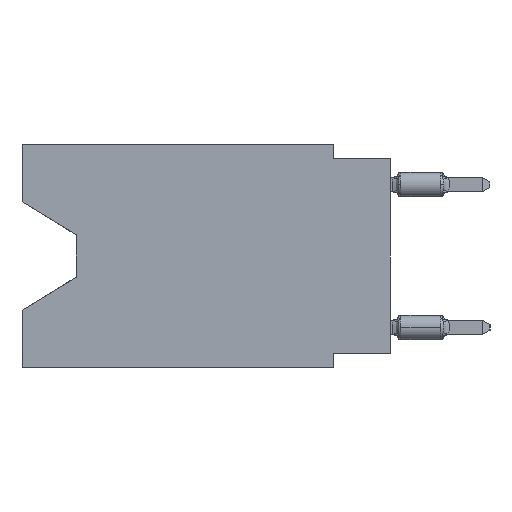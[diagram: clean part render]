
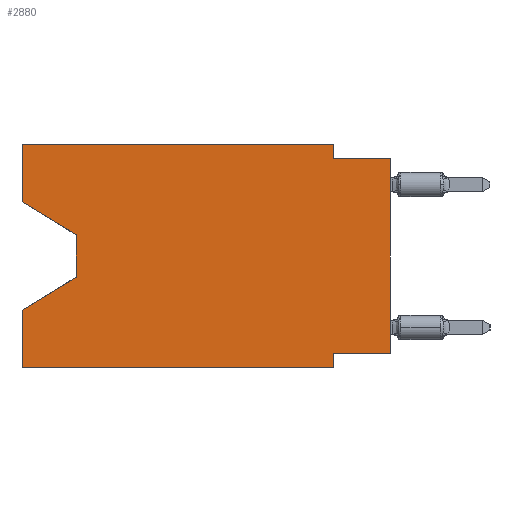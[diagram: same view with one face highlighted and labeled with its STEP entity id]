
A CAD part, left-side view. The second image highlights one B-rep face of the part: STEP entity #2880.
In plain terms, the highlighted planar face has unit normal (-1, 0, 0).
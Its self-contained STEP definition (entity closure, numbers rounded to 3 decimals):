
#110 = EDGE_CURVE ( 'NONE', #36805, #4953, #36118, .T. ) ;
#642 = CARTESIAN_POINT ( 'NONE',  ( 0., 13.97, -5.893 ) ) ;
#1275 = VECTOR ( 'NONE', #36315, 1000. ) ;
#1434 = LINE ( 'NONE', #33735, #10881 ) ;
#1675 = CARTESIAN_POINT ( 'NONE',  ( 0., 16.383, -2.546 ) ) ;
#2073 = EDGE_CURVE ( 'NONE', #21575, #22359, #28188, .T. ) ;
#2369 = VERTEX_POINT ( 'NONE', #31163 ) ;
#2880 = ADVANCED_FACE ( 'NONE', ( #13720 ), #10828, .F. ) ;
#3947 = ORIENTED_EDGE ( 'NONE', *, *, #35575, .F. ) ;
#4070 = CARTESIAN_POINT ( 'NONE',  ( 0., 2.54, 0. ) ) ;
#4214 = LINE ( 'NONE', #22770, #31094 ) ;
#4491 = CARTESIAN_POINT ( 'NONE',  ( 0., 0., -9.271 ) ) ;
#4953 = VERTEX_POINT ( 'NONE', #23390 ) ;
#5130 = EDGE_CURVE ( 'NONE', #23840, #4953, #35906, .T. ) ;
#5711 = ORIENTED_EDGE ( 'NONE', *, *, #5130, .F. ) ;
#6065 = LINE ( 'NONE', #17861, #30108 ) ;
#6303 = CARTESIAN_POINT ( 'NONE',  ( 0., 13.97, -4.013 ) ) ;
#6335 = ORIENTED_EDGE ( 'NONE', *, *, #110, .T. ) ;
#6822 = ORIENTED_EDGE ( 'NONE', *, *, #26168, .F. ) ;
#7080 = AXIS2_PLACEMENT_3D ( 'NONE', #37674, #23567, #16821 ) ;
#7519 = VECTOR ( 'NONE', #9442, 1000. ) ;
#8309 = CARTESIAN_POINT ( 'NONE',  ( 0., 0., -0.635 ) ) ;
#8603 = EDGE_LOOP ( 'NONE', ( #25767, #34165, #6335, #5711, #22081, #17668, #12070, #19995, #32305, #6822, #3947, #15759 ) ) ;
#8801 = DIRECTION ( 'NONE',  ( 0., -0.855, -0.519 ) ) ;
#9384 = LINE ( 'NONE', #23700, #11572 ) ;
#9407 = EDGE_CURVE ( 'NONE', #17526, #37450, #4214, .T. ) ;
#9442 = DIRECTION ( 'NONE',  ( 0., 0., 1. ) ) ;
#9656 = CARTESIAN_POINT ( 'NONE',  ( 0., 13.97, -5.893 ) ) ;
#10182 = EDGE_CURVE ( 'NONE', #21575, #11681, #9384, .T. ) ;
#10396 = CARTESIAN_POINT ( 'NONE',  ( 0., 16.383, -9.906 ) ) ;
#10789 = CARTESIAN_POINT ( 'NONE',  ( 0., 16.383, 0. ) ) ;
#10828 = PLANE ( 'NONE',  #7080 ) ;
#10881 = VECTOR ( 'NONE', #36426, 1000. ) ;
#11150 = DIRECTION ( 'NONE',  ( 0., 0., 1. ) ) ;
#11572 = VECTOR ( 'NONE', #8801, 1000. ) ;
#11681 = VERTEX_POINT ( 'NONE', #19817 ) ;
#12070 = ORIENTED_EDGE ( 'NONE', *, *, #14573, .F. ) ;
#12095 = CARTESIAN_POINT ( 'NONE',  ( 0., 16.383, 0. ) ) ;
#13720 = FACE_OUTER_BOUND ( 'NONE', #8603, .T. ) ;
#14573 = EDGE_CURVE ( 'NONE', #17526, #35218, #24435, .T. ) ;
#15759 = ORIENTED_EDGE ( 'NONE', *, *, #2073, .F. ) ;
#16004 = CARTESIAN_POINT ( 'NONE',  ( 0., 2.54, -0.635 ) ) ;
#16159 = CARTESIAN_POINT ( 'NONE',  ( 0., 2.54, 0. ) ) ;
#16434 = VECTOR ( 'NONE', #21186, 1000. ) ;
#16821 = DIRECTION ( 'NONE',  ( 0., 0., -1. ) ) ;
#17526 = VERTEX_POINT ( 'NONE', #31650 ) ;
#17668 = ORIENTED_EDGE ( 'NONE', *, *, #21682, .F. ) ;
#17861 = CARTESIAN_POINT ( 'NONE',  ( 0., 16.383, -9.906 ) ) ;
#19460 = CARTESIAN_POINT ( 'NONE',  ( 0., 16.383, 0. ) ) ;
#19817 = CARTESIAN_POINT ( 'NONE',  ( 0., 13.97, -4.013 ) ) ;
#19995 = ORIENTED_EDGE ( 'NONE', *, *, #9407, .T. ) ;
#20607 = LINE ( 'NONE', #26413, #23193 ) ;
#21137 = LINE ( 'NONE', #32922, #25710 ) ;
#21186 = DIRECTION ( 'NONE',  ( 0., 0., -1. ) ) ;
#21308 = VECTOR ( 'NONE', #28226, 1000. ) ;
#21575 = VERTEX_POINT ( 'NONE', #1675 ) ;
#21682 = EDGE_CURVE ( 'NONE', #35218, #2369, #20607, .T. ) ;
#22081 = ORIENTED_EDGE ( 'NONE', *, *, #31772, .T. ) ;
#22359 = VERTEX_POINT ( 'NONE', #12095 ) ;
#22366 = EDGE_CURVE ( 'NONE', #11681, #36805, #24283, .T. ) ;
#22469 = EDGE_CURVE ( 'NONE', #32757, #37450, #1434, .T. ) ;
#22770 = CARTESIAN_POINT ( 'NONE',  ( 0., 0., 0. ) ) ;
#23193 = VECTOR ( 'NONE', #38184, 1000. ) ;
#23390 = CARTESIAN_POINT ( 'NONE',  ( 0., 16.383, -7.36 ) ) ;
#23567 = DIRECTION ( 'NONE',  ( 1., 0., 0. ) ) ;
#23700 = CARTESIAN_POINT ( 'NONE',  ( 0., 16.383, -2.546 ) ) ;
#23840 = VERTEX_POINT ( 'NONE', #10396 ) ;
#24283 = LINE ( 'NONE', #6303, #16434 ) ;
#24433 = DIRECTION ( 'NONE',  ( 0., -1., 0. ) ) ;
#24435 = LINE ( 'NONE', #4491, #25651 ) ;
#25651 = VECTOR ( 'NONE', #36391, 1000. ) ;
#25710 = VECTOR ( 'NONE', #24433, 1000. ) ;
#25767 = ORIENTED_EDGE ( 'NONE', *, *, #10182, .T. ) ;
#26168 = EDGE_CURVE ( 'NONE', #37547, #32757, #30730, .T. ) ;
#26413 = CARTESIAN_POINT ( 'NONE',  ( 0., 2.54, -9.906 ) ) ;
#28188 = LINE ( 'NONE', #10789, #30115 ) ;
#28226 = DIRECTION ( 'NONE',  ( 0., 0., -1. ) ) ;
#29621 = DIRECTION ( 'NONE',  ( 0., -1., 0. ) ) ;
#30108 = VECTOR ( 'NONE', #29621, 1000. ) ;
#30115 = VECTOR ( 'NONE', #34551, 1000. ) ;
#30730 = LINE ( 'NONE', #4070, #21308 ) ;
#31094 = VECTOR ( 'NONE', #11150, 1000. ) ;
#31163 = CARTESIAN_POINT ( 'NONE',  ( 0., 2.54, -9.906 ) ) ;
#31650 = CARTESIAN_POINT ( 'NONE',  ( 0., 0., -9.271 ) ) ;
#31772 = EDGE_CURVE ( 'NONE', #23840, #2369, #6065, .T. ) ;
#32305 = ORIENTED_EDGE ( 'NONE', *, *, #22469, .F. ) ;
#32757 = VERTEX_POINT ( 'NONE', #16004 ) ;
#32922 = CARTESIAN_POINT ( 'NONE',  ( 0., 16.383, 0. ) ) ;
#33735 = CARTESIAN_POINT ( 'NONE',  ( 0., 0., -0.635 ) ) ;
#34165 = ORIENTED_EDGE ( 'NONE', *, *, #22366, .T. ) ;
#34551 = DIRECTION ( 'NONE',  ( 0., 0., 1. ) ) ;
#35218 = VERTEX_POINT ( 'NONE', #36051 ) ;
#35575 = EDGE_CURVE ( 'NONE', #22359, #37547, #21137, .T. ) ;
#35906 = LINE ( 'NONE', #19460, #7519 ) ;
#36051 = CARTESIAN_POINT ( 'NONE',  ( 0., 2.54, -9.271 ) ) ;
#36118 = LINE ( 'NONE', #9656, #1275 ) ;
#36315 = DIRECTION ( 'NONE',  ( 0., 0.855, -0.519 ) ) ;
#36391 = DIRECTION ( 'NONE',  ( 0., 1., 0. ) ) ;
#36426 = DIRECTION ( 'NONE',  ( 0., -1., 0. ) ) ;
#36805 = VERTEX_POINT ( 'NONE', #642 ) ;
#37450 = VERTEX_POINT ( 'NONE', #8309 ) ;
#37547 = VERTEX_POINT ( 'NONE', #16159 ) ;
#37674 = CARTESIAN_POINT ( 'NONE',  ( 0., 16.383, 0. ) ) ;
#38184 = DIRECTION ( 'NONE',  ( 0., 0., -1. ) ) ;
